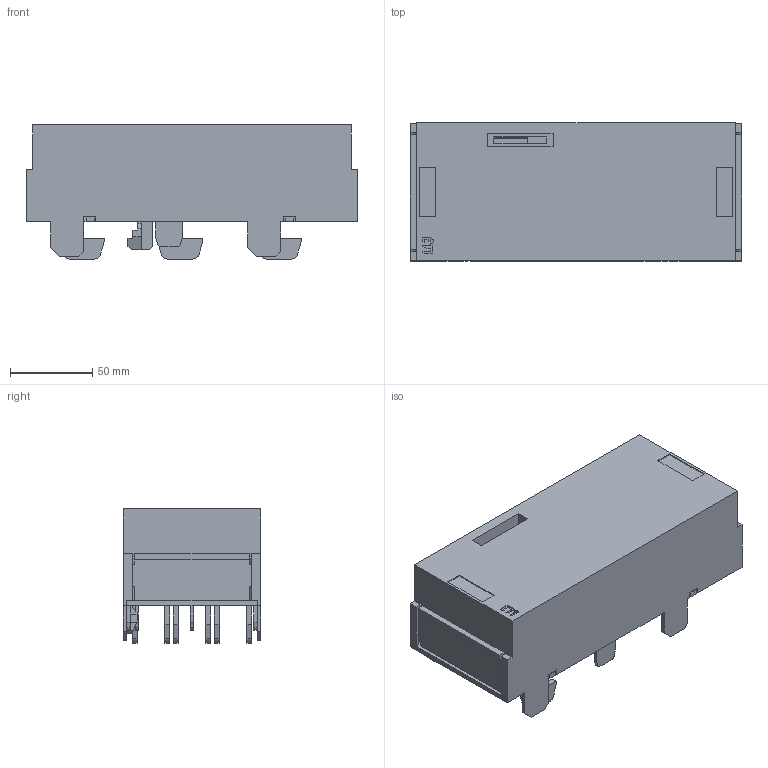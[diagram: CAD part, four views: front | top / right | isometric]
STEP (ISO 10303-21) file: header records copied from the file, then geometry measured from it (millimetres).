
FILE_DESCRIPTION((''),'2;1');
FILE_NAME('001696016_CM_60-250-3-120-10_ASM','2021-11-16T',('marketing.praksa'),('Audax d.o.o.'),'CREO PARAMETRIC BY PTC INC, 2017480','CREO PARAMETRIC BY PTC INC, 2017480','');
FILE_SCHEMA(('AUTOMOTIVE_DESIGN { 1 0 10303 214 1 1 1 1 }'));
Length unit declared in the file: millimetre
Products named in the file (18): GEH_X2_00E4_X0_USE_1_1; GEH_X2_00E4_X0_USE_2_1; GEH_X2_00E4_X0_USE_3_1; GEH_X2_00E4_X0_USE_4_1; GEH_X2_00E4_X0_USE_5_1; GEH_X2_00E4_X0_USE_6_1; GEH_X2_00E4_X0_USE_7_1_1_1_1_1; GEH_X2_00E4_X0_USE_7_1_2_1_1_1; CLAMP_1_1; CLAMP-2_1_1; PRT9526_1_1; NEW-BASE_ASM_1_ASM; PRT9527_1_1; PRT9527_1_2; PRT9527_1_3; PRT9527_1_ASM; WL-BASE_1; 001696016_CM_60-250-3-120-10_ASM
Assembly tree (17 placements, depth 3):
  001696016_CM_60-250-3-120-10_ASM
    GEH_X2_00E4_X0_USE_1_1
    GEH_X2_00E4_X0_USE_2_1
    GEH_X2_00E4_X0_USE_3_1
    GEH_X2_00E4_X0_USE_4_1
    GEH_X2_00E4_X0_USE_5_1
    GEH_X2_00E4_X0_USE_6_1
    NEW-BASE_ASM_1_ASM
      GEH_X2_00E4_X0_USE_7_1_1_1_1_1
      GEH_X2_00E4_X0_USE_7_1_2_1_1_1
      CLAMP_1_1
      CLAMP-2_1_1
      PRT9526_1_1
    PRT9527_1_ASM
      PRT9527_1_1
      PRT9527_1_2
      PRT9527_1_3
    WL-BASE_1
Bounding box: 202 x 84 x 81.7 mm (x, y, z)
Volume: 233018.6 mm3; surface area: 213775.6 mm2
Topology: 15 solids, 15 shells, 845 faces, 2493 edges, 1650 vertices
Faces by surface type: plane 675, cylinder 170
Entity records: 41125 total; most frequent: CARTESIAN_POINT 5373, ORIENTED_EDGE 4986, DIRECTION 4558, PRESENTATION_STYLE_ASSIGNMENT 3053, STYLED_ITEM 3053, CURVE_STYLE 2493, EDGE_CURVE 2493, VECTOR 2102
